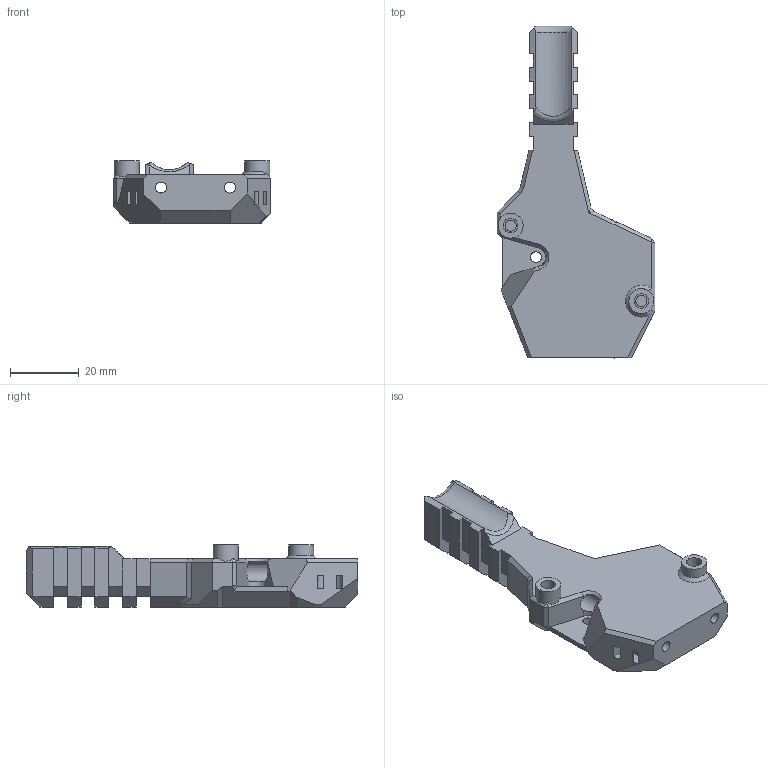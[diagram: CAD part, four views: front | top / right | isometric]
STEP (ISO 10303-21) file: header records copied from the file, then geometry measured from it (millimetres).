
FILE_DESCRIPTION(/* description */ (''),/* implementation_level */ '2;1');
FILE_NAME(/* name */ 'Erik''Erik''s Mods\rr_toolhead_vc4_O2toolboard_vertical.stp',/* time_stamp */ '2024-07-31T19:18:47-04:00',/* author */ ('Erik'),/* organization */ (''),/* preprocessor_version */ 'ST-DEVELOPER v16.1',/* originating_system */ 'Autodesk Inventor 2016',/* authorisation */ '');
FILE_SCHEMA (('AUTOMOTIVE_DESIGN { 1 0 10303 214 3 1 1 }'));
Length unit declared in the file: millimetre
Products named in the file (1): rr_toolhead_vc4_O2toolboard_vertical
Bounding box: 45.85 x 96.35 x 18 mm (x, y, z)
Volume: 29658.1 mm3; surface area: 11565.5 mm2
Topology: 1 solids, 1 shells, 162 faces, 454 edges, 297 vertices
Faces by surface type: plane 132, cylinder 23, torus 3, cone 3, bspline 1
Full cylindrical faces by diameter (mm): 1.3 x1, 3.2 x5, 4.25 x2, 6 x2, 6.5 x1, 7.25 x2
Entity records: 5180 total; most frequent: CARTESIAN_POINT 1053, ORIENTED_EDGE 860, DIRECTION 800, EDGE_CURVE 430, LINE 350, VECTOR 350, VERTEX_POINT 289, AXIS2_PLACEMENT_3D 225
